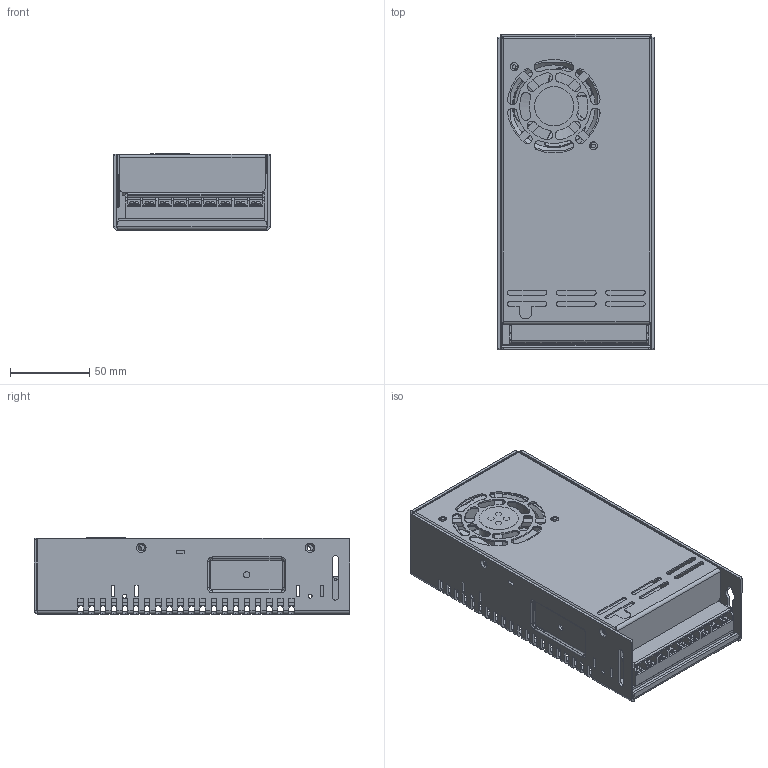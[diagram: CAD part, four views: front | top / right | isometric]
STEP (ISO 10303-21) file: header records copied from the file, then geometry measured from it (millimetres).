
FILE_DESCRIPTION (( 'STEP AP214' ), '1' );
FILE_NAME ('CDKM-350W軞蚾.STEP', '2025-03-11T05:19:45', ( 'China' ), ( 'Home' ), 'SwSTEP 2.0', 'SolidWorks 2019', '' );
FILE_SCHEMA (( 'AUTOMOTIVE_DESIGN' ));
Length unit declared in the file: millimetre
Products named in the file (7): 6025瑞儂; 9弇傷赽; 傷赽裔; CDKM-350W軞蚾; CDKM-350裔 ; CDKM-350菁 
Assembly tree (6 placements, depth 3):
  CDKM-350W軞蚾
    CDKM-350菁 
    CDKM-350裔 
    6025瑞儂
    9弇傷赽
      9弇傷赽
      傷赽裔
Bounding box: 99 x 199 x 48.49 mm (x, y, z)
Volume: 127390.7 mm3; surface area: 197641.1 mm2
Topology: 22 solids, 27 shells, 2100 faces, 5809 edges, 3662 vertices
Faces by surface type: plane 1277, cylinder 681, torus 68, bspline 59, cone 15
Entity records: 87563 total; most frequent: CARTESIAN_POINT 20040, ORIENTED_EDGE 11615, DIRECTION 11078, EDGE_CURVE 5809, LINE 4042, VECTOR 4042, VERTEX_POINT 3662, AXIS2_PLACEMENT_3D 3518
